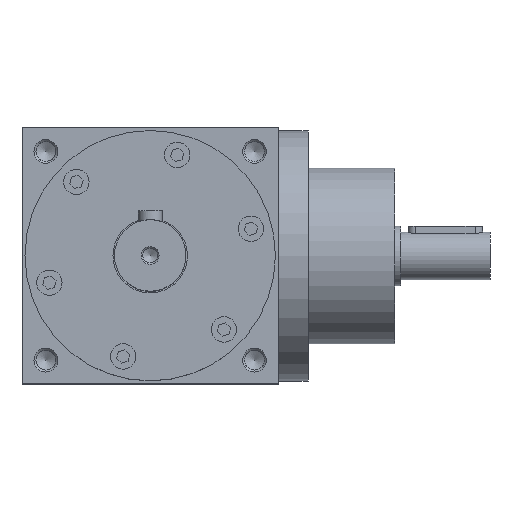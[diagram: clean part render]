
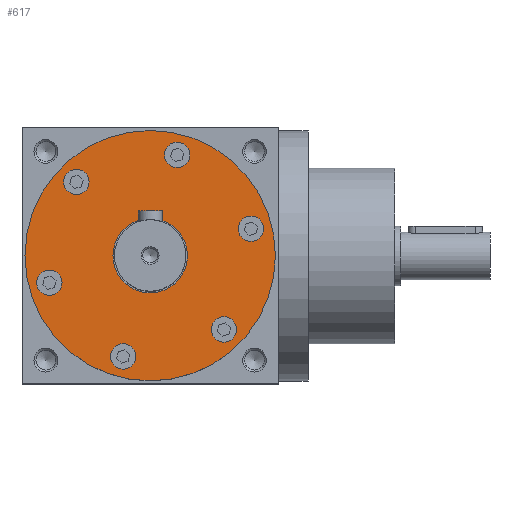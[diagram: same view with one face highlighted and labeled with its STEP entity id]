
A CAD part, top view. The second image highlights one B-rep face of the part: STEP entity #617.
In plain terms, the highlighted face is planar.
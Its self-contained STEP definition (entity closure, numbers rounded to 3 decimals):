
#617 = ADVANCED_FACE( '', ( #1448, #1449, #1450, #1451, #1452, #1453, #1454, #1455 ), #1456, .F. );
#1448 = FACE_OUTER_BOUND( '', #2568, .T. );
#1449 = FACE_BOUND( '', #2569, .T. );
#1450 = FACE_BOUND( '', #2570, .T. );
#1451 = FACE_BOUND( '', #2571, .T. );
#1452 = FACE_BOUND( '', #2572, .T. );
#1453 = FACE_BOUND( '', #2573, .T. );
#1454 = FACE_BOUND( '', #2574, .T. );
#1455 = FACE_BOUND( '', #2575, .T. );
#1456 = PLANE( '', #2576 );
#2568 = EDGE_LOOP( '', ( #4151 ) );
#2569 = EDGE_LOOP( '', ( #4152 ) );
#2570 = EDGE_LOOP( '', ( #4153 ) );
#2571 = EDGE_LOOP( '', ( #4154 ) );
#2572 = EDGE_LOOP( '', ( #4155 ) );
#2573 = EDGE_LOOP( '', ( #4156 ) );
#2574 = EDGE_LOOP( '', ( #4157 ) );
#2575 = EDGE_LOOP( '', ( #4158 ) );
#2576 = AXIS2_PLACEMENT_3D( '', #4159, #4160, #4161 );
#4151 = ORIENTED_EDGE( '', *, *, #6150, .F. );
#4152 = ORIENTED_EDGE( '', *, *, #5714, .T. );
#4153 = ORIENTED_EDGE( '', *, *, #6151, .T. );
#4154 = ORIENTED_EDGE( '', *, *, #5832, .T. );
#4155 = ORIENTED_EDGE( '', *, *, #5803, .T. );
#4156 = ORIENTED_EDGE( '', *, *, #6152, .T. );
#4157 = ORIENTED_EDGE( '', *, *, #6153, .T. );
#4158 = ORIENTED_EDGE( '', *, *, #6154, .T. );
#4159 = CARTESIAN_POINT( '', ( -58., 0., 0. ) );
#4160 = DIRECTION( '', ( 1., 0., 0. ) );
#4161 = DIRECTION( '', ( 0., 0., -1. ) );
#5714 = EDGE_CURVE( '', #6658, #6658, #6659, .T. );
#5803 = EDGE_CURVE( '', #6815, #6815, #6816, .T. );
#5832 = EDGE_CURVE( '', #6861, #6861, #6862, .T. );
#6150 = EDGE_CURVE( '', #7355, #7355, #7356, .T. );
#6151 = EDGE_CURVE( '', #7357, #7357, #7358, .T. );
#6152 = EDGE_CURVE( '', #7359, #7359, #7360, .T. );
#6153 = EDGE_CURVE( '', #7361, #7361, #7362, .T. );
#6154 = EDGE_CURVE( '', #7363, #7363, #7364, .T. );
#6658 = VERTEX_POINT( '', #8062 );
#6659 = CIRCLE( '', #8063, 4.25 );
#6815 = VERTEX_POINT( '', #8260 );
#6816 = CIRCLE( '', #8261, 4.25 );
#6861 = VERTEX_POINT( '', #8318 );
#6862 = CIRCLE( '', #8319, 4.25 );
#7355 = VERTEX_POINT( '', #9021 );
#7356 = CIRCLE( '', #9022, 42. );
#7357 = VERTEX_POINT( '', #9023 );
#7358 = CIRCLE( '', #9024, 4.25 );
#7359 = VERTEX_POINT( '', #9025 );
#7360 = CIRCLE( '', #9026, 4.25 );
#7361 = VERTEX_POINT( '', #9027 );
#7362 = CIRCLE( '', #9028, 4.25 );
#7363 = VERTEX_POINT( '', #9029 );
#7364 = CIRCLE( '', #9030, 12.5 );
#8062 = CARTESIAN_POINT( '', ( -58., 21.068, -26.874 ) );
#8063 = AXIS2_PLACEMENT_3D( '', #9786, #9787, #9788 );
#8260 = CARTESIAN_POINT( '', ( -58., -21.068, 26.874 ) );
#8261 = AXIS2_PLACEMENT_3D( '', #9917, #9918, #9919 );
#8318 = CARTESIAN_POINT( '', ( -58., -33.807, -4.809 ) );
#8319 = AXIS2_PLACEMENT_3D( '', #9956, #9957, #9958 );
#9021 = CARTESIAN_POINT( '', ( -58., 0., -42. ) );
#9022 = AXIS2_PLACEMENT_3D( '', #10348, #10349, #10350 );
#9023 = CARTESIAN_POINT( '', ( -58., -12.739, -31.682 ) );
#9024 = AXIS2_PLACEMENT_3D( '', #10351, #10352, #10353 );
#9025 = CARTESIAN_POINT( '', ( -58., 12.739, 31.682 ) );
#9026 = AXIS2_PLACEMENT_3D( '', #10354, #10355, #10356 );
#9027 = CARTESIAN_POINT( '', ( -58., 33.807, 4.809 ) );
#9028 = AXIS2_PLACEMENT_3D( '', #10357, #10358, #10359 );
#9029 = CARTESIAN_POINT( '', ( -58., 0., -12.5 ) );
#9030 = AXIS2_PLACEMENT_3D( '', #10360, #10361, #10362 );
#9786 = CARTESIAN_POINT( '', ( -58., 24.749, -24.749 ) );
#9787 = DIRECTION( '', ( 1., 0., 0. ) );
#9788 = DIRECTION( '', ( 0., -0.866, -0.5 ) );
#9917 = CARTESIAN_POINT( '', ( -58., -24.749, 24.749 ) );
#9918 = DIRECTION( '', ( 1., 0., 0. ) );
#9919 = DIRECTION( '', ( 0., 0.866, 0.5 ) );
#9956 = CARTESIAN_POINT( '', ( -58., -33.807, -9.059 ) );
#9957 = DIRECTION( '', ( 1., 0., 0. ) );
#9958 = DIRECTION( '', ( 0., 0., 1. ) );
#10348 = CARTESIAN_POINT( '', ( -58., 0., 0. ) );
#10349 = DIRECTION( '', ( 1., 0., 0. ) );
#10350 = DIRECTION( '', ( 0., 0., -1. ) );
#10351 = CARTESIAN_POINT( '', ( -58., -9.059, -33.807 ) );
#10352 = DIRECTION( '', ( 1., 0., 0. ) );
#10353 = DIRECTION( '', ( 0., -0.866, 0.5 ) );
#10354 = CARTESIAN_POINT( '', ( -58., 9.059, 33.807 ) );
#10355 = DIRECTION( '', ( 1., 0., 0. ) );
#10356 = DIRECTION( '', ( 0., 0.866, -0.5 ) );
#10357 = CARTESIAN_POINT( '', ( -58., 33.807, 9.059 ) );
#10358 = DIRECTION( '', ( 1., 0., 0. ) );
#10359 = DIRECTION( '', ( 0., 0., -1. ) );
#10360 = CARTESIAN_POINT( '', ( -58., 0., 0. ) );
#10361 = DIRECTION( '', ( 1., 0., 0. ) );
#10362 = DIRECTION( '', ( 0., 0., -1. ) );
